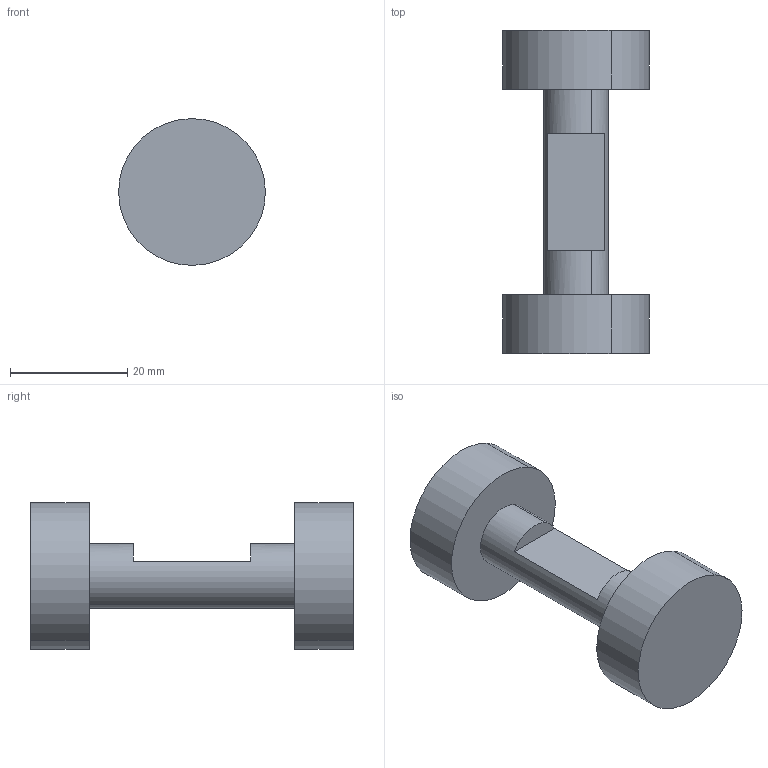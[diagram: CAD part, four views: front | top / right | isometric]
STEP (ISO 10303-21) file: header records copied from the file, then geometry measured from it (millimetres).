
FILE_DESCRIPTION(('CATIA V5 STEP Exchange'),'2;1');
FILE_NAME('Piece Ludo.stp','2017-06-28T18:24:06+00:00',('none'),('none'),'CATIA Version 5 Release 19 SP 2 (IN-10)','CATIA V5 STEP AP203','none');
FILE_SCHEMA(('CONFIG_CONTROL_DESIGN'));
Length unit declared in the file: millimetre
Products named in the file (1): Pièces Ludo
Bounding box: 24.99 x 55 x 24.99 mm (x, y, z)
Volume: 12723.7 mm3; surface area: 4549.9 mm2
Topology: 1 solids, 1 shells, 13 faces, 29 edges, 20 vertices
Faces by surface type: plane 7, cylinder 6
Entity records: 381 total; most frequent: CARTESIAN_POINT 59, ORIENTED_EDGE 58, DIRECTION 47, EDGE_CURVE 29, AXIS2_PLACEMENT_3D 28, VERTEX_POINT 20, CIRCLE 18, EDGE_LOOP 15
